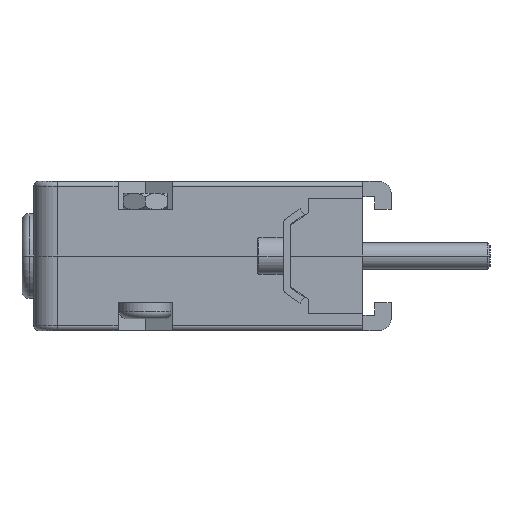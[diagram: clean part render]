
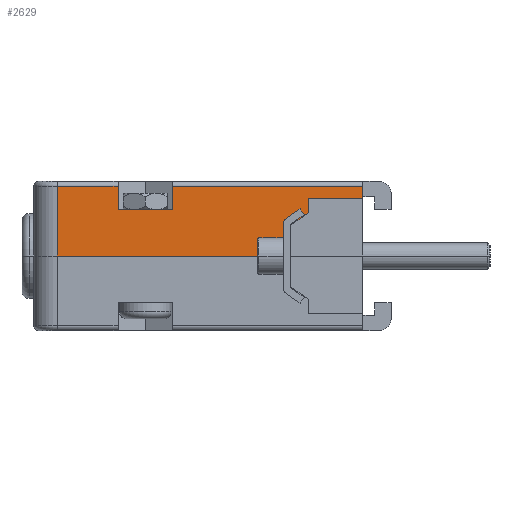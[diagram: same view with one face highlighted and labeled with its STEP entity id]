
A CAD part, left-side view. The second image highlights one B-rep face of the part: STEP entity #2629.
In plain terms, the highlighted face is planar.
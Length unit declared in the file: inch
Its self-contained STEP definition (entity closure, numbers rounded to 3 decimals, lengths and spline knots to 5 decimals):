
#2621 = EDGE_CURVE ( 'NONE', #2624, #2752, #5000, .T. ) ;
#2624 = VERTEX_POINT ( 'NONE', #5016 ) ;
#2625 = VERTEX_POINT ( 'NONE', #5015 ) ;
#2626 = ORIENTED_EDGE ( 'NONE', *, *, #2627, .F. ) ;
#2627 = EDGE_CURVE ( 'NONE', #2628, #2625, #5097, .T. ) ;
#2628 = VERTEX_POINT ( 'NONE', #5093 ) ;
#2629 = ADVANCED_FACE ( 'NONE', ( #5092 ), #5091, .T. ) ;
#2630 = EDGE_LOOP ( 'NONE', ( #2678, #2626, #2714, #2799, #2706, #2674, #2735, #2737, #2708, #2672, #2770, #2809 ) ) ;
#2636 = EDGE_CURVE ( 'NONE', #2801, #2637, #4976, .T. ) ;
#2637 = VERTEX_POINT ( 'NONE', #4972 ) ;
#2671 = VERTEX_POINT ( 'NONE', #4963 ) ;
#2672 = ORIENTED_EDGE ( 'NONE', *, *, #2768, .F. ) ;
#2674 = ORIENTED_EDGE ( 'NONE', *, *, #2675, .T. ) ;
#2675 = EDGE_CURVE ( 'NONE', #2637, #2676, #4961, .T. ) ;
#2676 = VERTEX_POINT ( 'NONE', #4957 ) ;
#2677 = VERTEX_POINT ( 'NONE', #4956 ) ;
#2678 = ORIENTED_EDGE ( 'NONE', *, *, #2679, .T. ) ;
#2679 = EDGE_CURVE ( 'NONE', #2624, #2625, #4955, .T. ) ;
#2706 = ORIENTED_EDGE ( 'NONE', *, *, #2636, .T. ) ;
#2708 = ORIENTED_EDGE ( 'NONE', *, *, #2709, .F. ) ;
#2709 = EDGE_CURVE ( 'NONE', #2671, #2739, #5242, .T. ) ;
#2710 = VERTEX_POINT ( 'NONE', #5157 ) ;
#2714 = ORIENTED_EDGE ( 'NONE', *, *, #2798, .T. ) ;
#2735 = ORIENTED_EDGE ( 'NONE', *, *, #2736, .F. ) ;
#2736 = EDGE_CURVE ( 'NONE', #2677, #2676, #5197, .T. ) ;
#2737 = ORIENTED_EDGE ( 'NONE', *, *, #2738, .F. ) ;
#2738 = EDGE_CURVE ( 'NONE', #2739, #2677, #5193, .T. ) ;
#2739 = VERTEX_POINT ( 'NONE', #5107 ) ;
#2751 = EDGE_CURVE ( 'NONE', #2752, #2769, #5296, .T. ) ;
#2752 = VERTEX_POINT ( 'NONE', #5292 ) ;
#2768 = EDGE_CURVE ( 'NONE', #2769, #2671, #5258, .T. ) ;
#2769 = VERTEX_POINT ( 'NONE', #5254 ) ;
#2770 = ORIENTED_EDGE ( 'NONE', *, *, #2751, .F. ) ;
#2798 = EDGE_CURVE ( 'NONE', #2628, #2710, #5160, .T. ) ;
#2799 = ORIENTED_EDGE ( 'NONE', *, *, #2800, .T. ) ;
#2800 = EDGE_CURVE ( 'NONE', #2710, #2801, #5151, .T. ) ;
#2801 = VERTEX_POINT ( 'NONE', #5147 ) ;
#2809 = ORIENTED_EDGE ( 'NONE', *, *, #2621, .F. ) ;
#4952 = DIRECTION ( 'NONE',  ( 0., 1., 0. ) ) ;
#4953 = VECTOR ( 'NONE', #4952, 39.37008 ) ;
#4954 = CARTESIAN_POINT ( 'NONE',  ( 0.4075, 0.597, -0.296 ) ) ;
#4955 = LINE ( 'NONE', #4954, #4953 ) ;
#4956 = CARTESIAN_POINT ( 'NONE',  ( 0.4075, -0.391, 0. ) ) ;
#4957 = CARTESIAN_POINT ( 'NONE',  ( 0.4075, 0.597, 0. ) ) ;
#4958 = DIRECTION ( 'NONE',  ( 0., 0., 1. ) ) ;
#4959 = VECTOR ( 'NONE', #4958, 39.37008 ) ;
#4960 = CARTESIAN_POINT ( 'NONE',  ( 0.4075, 0.597, -0.316 ) ) ;
#4961 = LINE ( 'NONE', #4960, #4959 ) ;
#4963 = CARTESIAN_POINT ( 'NONE',  ( 0.4075, -0.467, -0.184 ) ) ;
#4972 = CARTESIAN_POINT ( 'NONE',  ( 0.4075, 0.597, -0.296 ) ) ;
#4973 = DIRECTION ( 'NONE',  ( 0., 1., 0. ) ) ;
#4974 = VECTOR ( 'NONE', #4973, 39.37008 ) ;
#4975 = CARTESIAN_POINT ( 'NONE',  ( 0.4075, 0.597, -0.296 ) ) ;
#4976 = LINE ( 'NONE', #4975, #4974 ) ;
#4997 = DIRECTION ( 'NONE',  ( 0., 0., 1. ) ) ;
#4998 = VECTOR ( 'NONE', #4997, 39.37008 ) ;
#4999 = CARTESIAN_POINT ( 'NONE',  ( 0.4075, -0.697, -0.316 ) ) ;
#5000 = LINE ( 'NONE', #4999, #4998 ) ;
#5015 = CARTESIAN_POINT ( 'NONE',  ( 0.4075, 0.11, -0.296 ) ) ;
#5016 = CARTESIAN_POINT ( 'NONE',  ( 0.4075, -0.697, -0.296 ) ) ;
#5086 = DIRECTION ( 'NONE',  ( 0., 1., 0. ) ) ;
#5087 = DIRECTION ( 'NONE',  ( 1., 0., 0. ) ) ;
#5088 = CARTESIAN_POINT ( 'NONE',  ( 0.4075, 0.597, -0.316 ) ) ;
#5089 = AXIS2_PLACEMENT_3D ( 'NONE', #5088, #5087, #5086 ) ;
#5091 = PLANE ( 'NONE',  #5089 ) ;
#5092 = FACE_OUTER_BOUND ( 'NONE', #2630, .T. ) ;
#5093 = CARTESIAN_POINT ( 'NONE',  ( 0.4075, 0.11, -0.196 ) ) ;
#5094 = DIRECTION ( 'NONE',  ( 0., 0., -1. ) ) ;
#5095 = VECTOR ( 'NONE', #5094, 39.37008 ) ;
#5096 = CARTESIAN_POINT ( 'NONE',  ( 0.4075, 0.11, -0.196 ) ) ;
#5097 = LINE ( 'NONE', #5096, #5095 ) ;
#5107 = CARTESIAN_POINT ( 'NONE',  ( 0.4075, -0.391, -0.13 ) ) ;
#5108 = DIRECTION ( 'NONE',  ( 0., 0., 1. ) ) ;
#5109 = VECTOR ( 'NONE', #5108, 39.37008 ) ;
#5147 = CARTESIAN_POINT ( 'NONE',  ( 0.4075, 0.34, -0.296 ) ) ;
#5148 = DIRECTION ( 'NONE',  ( 0., 0., -1. ) ) ;
#5149 = VECTOR ( 'NONE', #5148, 39.37008 ) ;
#5150 = CARTESIAN_POINT ( 'NONE',  ( 0.4075, 0.34, -0.196 ) ) ;
#5151 = LINE ( 'NONE', #5150, #5149 ) ;
#5152 = DIRECTION ( 'NONE',  ( 0., 1., 0. ) ) ;
#5153 = VECTOR ( 'NONE', #5152, 39.37008 ) ;
#5154 = CARTESIAN_POINT ( 'NONE',  ( 0.4075, 0.34, -0.196 ) ) ;
#5157 = CARTESIAN_POINT ( 'NONE',  ( 0.4075, 0.34, -0.196 ) ) ;
#5158 = DIRECTION ( 'NONE',  ( 0., 0.815, 0.579 ) ) ;
#5159 = VECTOR ( 'NONE', #5158, 39.37008 ) ;
#5160 = LINE ( 'NONE', #5154, #5153 ) ;
#5192 = CARTESIAN_POINT ( 'NONE',  ( 0.4075, -0.391, 0. ) ) ;
#5193 = LINE ( 'NONE', #5192, #5109 ) ;
#5194 = DIRECTION ( 'NONE',  ( 0., 1., 0. ) ) ;
#5195 = VECTOR ( 'NONE', #5194, 39.37008 ) ;
#5196 = CARTESIAN_POINT ( 'NONE',  ( 0.4075, 0.597, 0. ) ) ;
#5197 = LINE ( 'NONE', #5196, #5195 ) ;
#5241 = CARTESIAN_POINT ( 'NONE',  ( 0.4075, -0.391, -0.13 ) ) ;
#5242 = LINE ( 'NONE', #5241, #5159 ) ;
#5254 = CARTESIAN_POINT ( 'NONE',  ( 0.4075, -0.467, -0.244 ) ) ;
#5255 = DIRECTION ( 'NONE',  ( 0., 0., 1. ) ) ;
#5256 = VECTOR ( 'NONE', #5255, 39.37008 ) ;
#5257 = CARTESIAN_POINT ( 'NONE',  ( 0.4075, -0.467, -0.184 ) ) ;
#5258 = LINE ( 'NONE', #5257, #5256 ) ;
#5292 = CARTESIAN_POINT ( 'NONE',  ( 0.4075, -0.697, -0.244 ) ) ;
#5293 = DIRECTION ( 'NONE',  ( 0., 1., 0. ) ) ;
#5294 = VECTOR ( 'NONE', #5293, 39.37008 ) ;
#5295 = CARTESIAN_POINT ( 'NONE',  ( 0.4075, -0.467, -0.244 ) ) ;
#5296 = LINE ( 'NONE', #5295, #5294 ) ;
